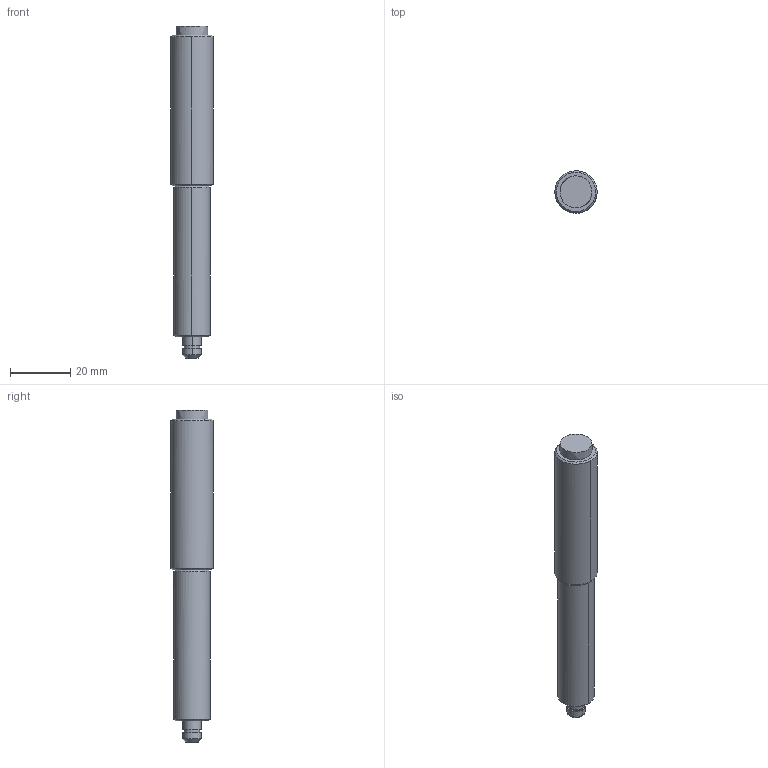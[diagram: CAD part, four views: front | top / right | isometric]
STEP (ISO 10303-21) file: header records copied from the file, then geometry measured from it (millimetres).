
FILE_DESCRIPTION((''),'2;1');
FILE_NAME('','2005-04-20T09:48:04',(''),(''),'','CADfix','');
FILE_SCHEMA(('AUTOMOTIVE_DESIGN'));
Length unit declared in the file: millimetre
Products named in the file (4): shaft; collar_B; collar_A; TH_57_2_11629_36
Assembly tree (3 placements, depth 2):
  TH_57_2_11629_36
    shaft
    collar_B
    collar_A
Bounding box: 14 x 14 x 110 mm (x, y, z)
Volume: 13819.1 mm3; surface area: 8646 mm2
Topology: 3 solids, 3 shells, 34 faces, 112 edges, 88 vertices
Faces by surface type: bspline 34
Entity records: 1536 total; most frequent: CARTESIAN_POINT 854, ORIENTED_EDGE 224, EDGE_CURVE 112, VERTEX_POINT 88, EDGE_LOOP 42, FACE_OUTER_BOUND 34, ADVANCED_FACE 34, QUASI_UNIFORM_CURVE 24
